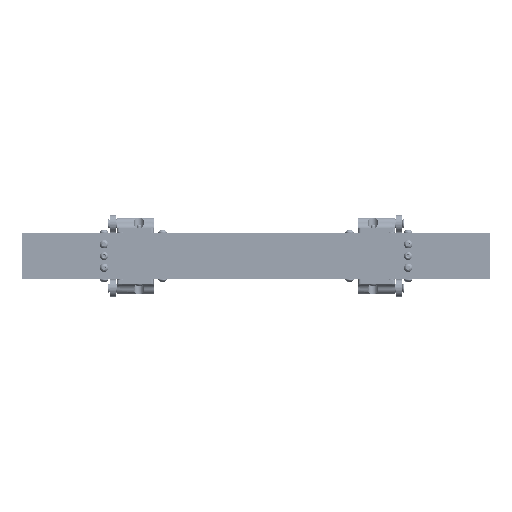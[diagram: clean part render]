
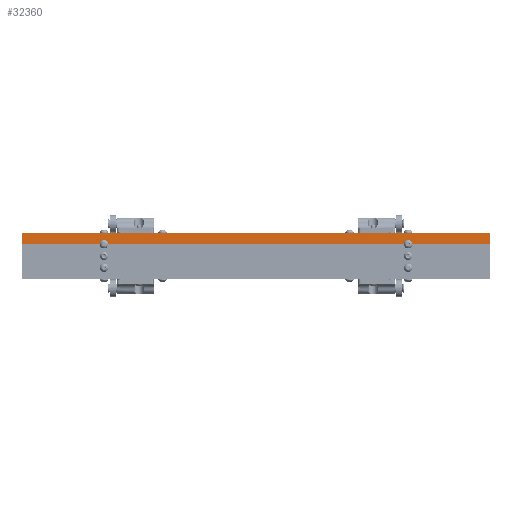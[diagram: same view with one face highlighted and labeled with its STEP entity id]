
A CAD part, front view. The second image highlights one B-rep face of the part: STEP entity #32360.
In plain terms, the highlighted face is planar.
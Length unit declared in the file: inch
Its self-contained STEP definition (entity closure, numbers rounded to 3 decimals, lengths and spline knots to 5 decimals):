
#283 = VECTOR ( 'NONE', #14476, 39.37008 ) ;
#3489 = EDGE_CURVE ( 'NONE', #36842, #12669, #65873, .T. ) ;
#5824 = CARTESIAN_POINT ( 'NONE',  ( 6.31252, 0.503, 0.5 ) ) ;
#6137 = DIRECTION ( 'NONE',  ( 1., 0., 0. ) ) ;
#7022 = VERTEX_POINT ( 'NONE', #46461 ) ;
#8184 = VERTEX_POINT ( 'NONE', #23968 ) ;
#9771 = EDGE_CURVE ( 'NONE', #7022, #8184, #34565, .T. ) ;
#11732 = ORIENTED_EDGE ( 'NONE', *, *, #14838, .T. ) ;
#11801 = EDGE_CURVE ( 'NONE', #52476, #58180, #27972, .T. ) ;
#12669 = VERTEX_POINT ( 'NONE', #16425 ) ;
#14476 = DIRECTION ( 'NONE',  ( 0., -1., 0. ) ) ;
#14838 = EDGE_CURVE ( 'NONE', #58180, #55061, #37186, .T. ) ;
#15210 = CARTESIAN_POINT ( 'NONE',  ( 10., -1., 0.5 ) ) ;
#15361 = CARTESIAN_POINT ( 'NONE',  ( 6.5, 0.5, 0.5 ) ) ;
#16425 = CARTESIAN_POINT ( 'NONE',  ( -6.68748, 0.503, 0.5 ) ) ;
#16469 = VECTOR ( 'NONE', #47302, 39.37008 ) ;
#18205 = LINE ( 'NONE', #49307, #50612 ) ;
#20392 = VECTOR ( 'NONE', #6137, 39.37008 ) ;
#20527 = DIRECTION ( 'NONE',  ( 0., 0., -1. ) ) ;
#20765 = CARTESIAN_POINT ( 'NONE',  ( -10., 0.503, 0.5 ) ) ;
#22667 = CARTESIAN_POINT ( 'NONE',  ( -10., 0.503, 0.5 ) ) ;
#23968 = CARTESIAN_POINT ( 'NONE',  ( -10., 0.503, 0.5 ) ) ;
#27179 = CARTESIAN_POINT ( 'NONE',  ( 6.68748, 0.503, 0.5 ) ) ;
#27972 = CIRCLE ( 'NONE', #34662, 0.1875 ) ;
#30763 = CARTESIAN_POINT ( 'NONE',  ( -6.31252, 0.503, 0.5 ) ) ;
#30890 = DIRECTION ( 'NONE',  ( 1., 0., 0. ) ) ;
#32360 = ADVANCED_FACE ( 'NONE', ( #67333 ), #41419, .F. ) ;
#33323 = VECTOR ( 'NONE', #49790, 39.37008 ) ;
#34565 = LINE ( 'NONE', #60453, #33323 ) ;
#34662 = AXIS2_PLACEMENT_3D ( 'NONE', #15361, #20527, #51625 ) ;
#35253 = ORIENTED_EDGE ( 'NONE', *, *, #9771, .T. ) ;
#36264 = LINE ( 'NONE', #52180, #16469 ) ;
#36394 = DIRECTION ( 'NONE',  ( 0., 0., 1. ) ) ;
#36842 = VERTEX_POINT ( 'NONE', #30763 ) ;
#36920 = ORIENTED_EDGE ( 'NONE', *, *, #11801, .T. ) ;
#37186 = LINE ( 'NONE', #22667, #20392 ) ;
#37891 = VECTOR ( 'NONE', #40813, 39.37008 ) ;
#38670 = EDGE_CURVE ( 'NONE', #62890, #7022, #18205, .T. ) ;
#39131 = CARTESIAN_POINT ( 'NONE',  ( 10., 1., 0.5 ) ) ;
#39307 = EDGE_CURVE ( 'NONE', #36842, #52476, #36264, .T. ) ;
#40813 = DIRECTION ( 'NONE',  ( 1., 0., 0. ) ) ;
#41020 = LINE ( 'NONE', #51088, #283 ) ;
#41419 = PLANE ( 'NONE',  #57251 ) ;
#42043 = EDGE_LOOP ( 'NONE', ( #36920, #11732, #54944, #43551, #35253, #62016, #58583, #62605 ) ) ;
#43551 = ORIENTED_EDGE ( 'NONE', *, *, #38670, .T. ) ;
#46262 = DIRECTION ( 'NONE',  ( 0., 0., -1. ) ) ;
#46461 = CARTESIAN_POINT ( 'NONE',  ( -10., 1., 0.5 ) ) ;
#46750 = CARTESIAN_POINT ( 'NONE',  ( -6.5, 0.5, 0.5 ) ) ;
#47302 = DIRECTION ( 'NONE',  ( 1., 0., 0. ) ) ;
#48610 = DIRECTION ( 'NONE',  ( -1., 0., 0. ) ) ;
#49307 = CARTESIAN_POINT ( 'NONE',  ( 10., 1., 0.5 ) ) ;
#49790 = DIRECTION ( 'NONE',  ( 0., -1., 0. ) ) ;
#50612 = VECTOR ( 'NONE', #48610, 39.37008 ) ;
#51088 = CARTESIAN_POINT ( 'NONE',  ( 10., -1., 0.5 ) ) ;
#51625 = DIRECTION ( 'NONE',  ( -1., 0., 0. ) ) ;
#52180 = CARTESIAN_POINT ( 'NONE',  ( -10., 0.503, 0.5 ) ) ;
#52476 = VERTEX_POINT ( 'NONE', #5824 ) ;
#53884 = CARTESIAN_POINT ( 'NONE',  ( 10., 0.503, 0.5 ) ) ;
#54944 = ORIENTED_EDGE ( 'NONE', *, *, #58012, .F. ) ;
#55061 = VERTEX_POINT ( 'NONE', #53884 ) ;
#57251 = AXIS2_PLACEMENT_3D ( 'NONE', #15210, #46262, #62465 ) ;
#58012 = EDGE_CURVE ( 'NONE', #62890, #55061, #41020, .T. ) ;
#58180 = VERTEX_POINT ( 'NONE', #27179 ) ;
#58583 = ORIENTED_EDGE ( 'NONE', *, *, #3489, .F. ) ;
#59611 = EDGE_CURVE ( 'NONE', #8184, #12669, #68054, .T. ) ;
#60354 = AXIS2_PLACEMENT_3D ( 'NONE', #46750, #36394, #30890 ) ;
#60453 = CARTESIAN_POINT ( 'NONE',  ( -10., -1., 0.5 ) ) ;
#62016 = ORIENTED_EDGE ( 'NONE', *, *, #59611, .T. ) ;
#62465 = DIRECTION ( 'NONE',  ( -1., 0., 0. ) ) ;
#62605 = ORIENTED_EDGE ( 'NONE', *, *, #39307, .T. ) ;
#62890 = VERTEX_POINT ( 'NONE', #39131 ) ;
#65873 = CIRCLE ( 'NONE', #60354, 0.1875 ) ;
#67333 = FACE_OUTER_BOUND ( 'NONE', #42043, .T. ) ;
#68054 = LINE ( 'NONE', #20765, #37891 ) ;
